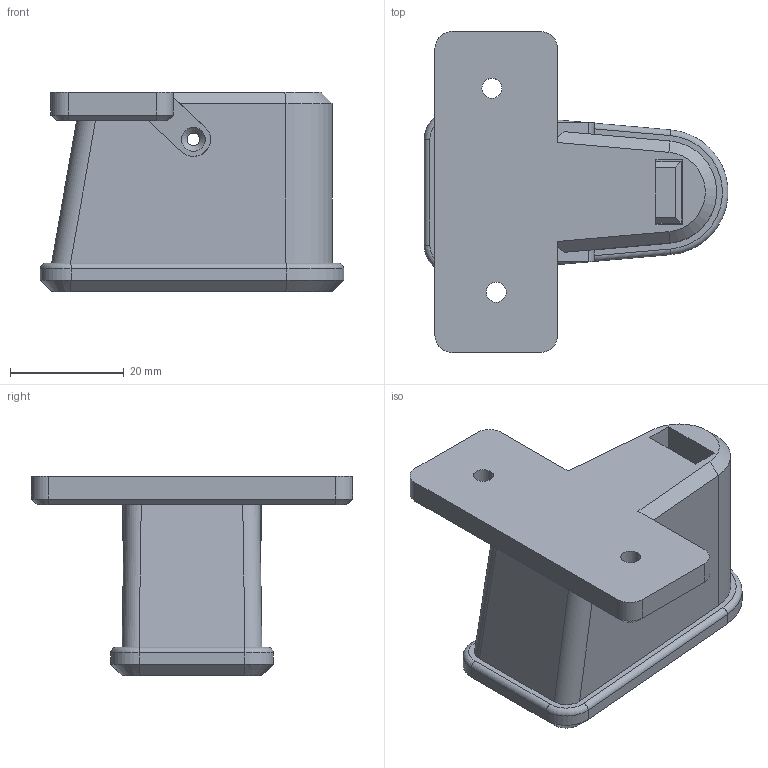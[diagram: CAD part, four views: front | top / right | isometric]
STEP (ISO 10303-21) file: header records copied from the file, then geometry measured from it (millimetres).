
FILE_DESCRIPTION(/* description */ (''),/* implementation_level */ '2;1');
FILE_NAME(/* name */ 'Filament Runout Swich v5.step',/* time_stamp */ '2021-12-27T11:13:24-06:00',/* author */ (''),/* organization */ (''),/* preprocessor_version */ 'ST-DEVELOPER v18.1',/* originating_system */ 'Autodesk Translation Framework v10.10.0.1391',/* authorisation */ '');
FILE_SCHEMA (('AUTOMOTIVE_DESIGN { 1 0 10303 214 3 1 1 }'));
Length unit declared in the file: millimetre
Products named in the file (1): Filament Runout Swich
Bounding box: 53.32 x 56.4 x 35 mm (x, y, z)
Volume: 29256.2 mm3; surface area: 13652 mm2
Topology: 5 solids, 5 shells, 114 faces, 272 edges, 174 vertices
Faces by surface type: plane 70, cylinder 28, cone 10, sphere 3, torus 3
Full cylindrical faces by diameter (mm): 2.2 x2, 3.1 x6, 3.4 x2, 3.5 x2
Entity records: 3286 total; most frequent: DIRECTION 570, CARTESIAN_POINT 555, ORIENTED_EDGE 532, EDGE_CURVE 266, LINE 192, VECTOR 192, AXIS2_PLACEMENT_3D 189, VERTEX_POINT 174
